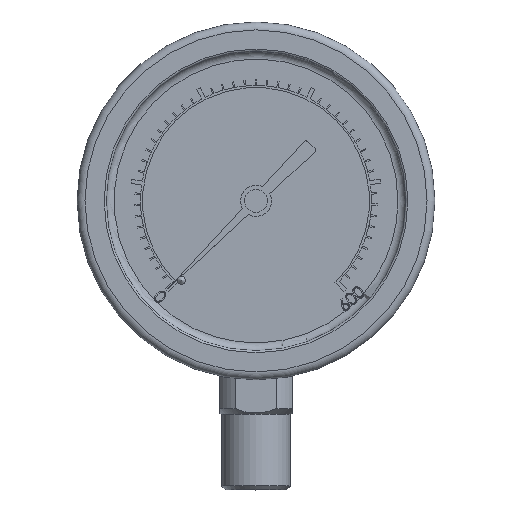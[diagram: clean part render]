
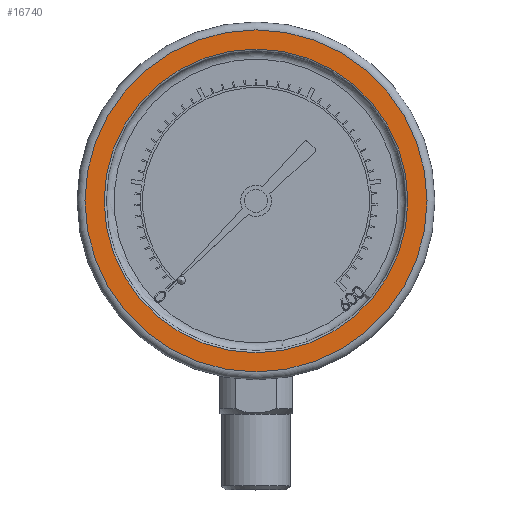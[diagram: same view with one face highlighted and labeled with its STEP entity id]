
A CAD part, top view. The second image highlights one B-rep face of the part: STEP entity #16740.
In plain terms, the highlighted planar face has unit normal (0, 0, 1).
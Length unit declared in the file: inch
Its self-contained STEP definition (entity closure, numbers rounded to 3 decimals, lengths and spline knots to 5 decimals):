
#876 = EDGE_LOOP ( 'NONE', ( #15215 ) ) ;
#1372 = CARTESIAN_POINT ( 'NONE',  ( 1.151, 0., 0. ) ) ;
#3192 = DIRECTION ( 'NONE',  ( 0., 0., -1. ) ) ;
#3715 = DIRECTION ( 'NONE',  ( 1., 0., 0. ) ) ;
#4463 = CIRCLE ( 'NONE', #10373, 1.2965 ) ;
#5711 = DIRECTION ( 'NONE',  ( 1., 0., 0. ) ) ;
#5783 = CARTESIAN_POINT ( 'NONE',  ( 0., 0., 0. ) ) ;
#6138 = CIRCLE ( 'NONE', #16670, 1.151 ) ;
#6711 = VERTEX_POINT ( 'NONE', #1372 ) ;
#7475 = CARTESIAN_POINT ( 'NONE',  ( 0., 0., 0. ) ) ;
#7636 = FACE_OUTER_BOUND ( 'NONE', #9724, .T. ) ;
#8876 = EDGE_CURVE ( 'NONE', #15783, #15783, #4463, .T. ) ;
#9724 = EDGE_LOOP ( 'NONE', ( #13399 ) ) ;
#10373 = AXIS2_PLACEMENT_3D ( 'NONE', #14922, #12182, #14588 ) ;
#11667 = AXIS2_PLACEMENT_3D ( 'NONE', #7475, #16631, #3715 ) ;
#12057 = EDGE_CURVE ( 'NONE', #6711, #6711, #6138, .T. ) ;
#12182 = DIRECTION ( 'NONE',  ( 0., 0., 1. ) ) ;
#13399 = ORIENTED_EDGE ( 'NONE', *, *, #8876, .T. ) ;
#14588 = DIRECTION ( 'NONE',  ( 1., 0., 0. ) ) ;
#14922 = CARTESIAN_POINT ( 'NONE',  ( 0., 0., 0. ) ) ;
#15215 = ORIENTED_EDGE ( 'NONE', *, *, #12057, .T. ) ;
#15288 = PLANE ( 'NONE',  #11667 ) ;
#15538 = CARTESIAN_POINT ( 'NONE',  ( 1.2965, 0., 0. ) ) ;
#15783 = VERTEX_POINT ( 'NONE', #15538 ) ;
#16631 = DIRECTION ( 'NONE',  ( 0., 0., 1. ) ) ;
#16670 = AXIS2_PLACEMENT_3D ( 'NONE', #5783, #3192, #5711 ) ;
#16714 = FACE_BOUND ( 'NONE', #876, .T. ) ;
#16740 = ADVANCED_FACE ( 'NONE', ( #16714, #7636 ), #15288, .T. ) ;
